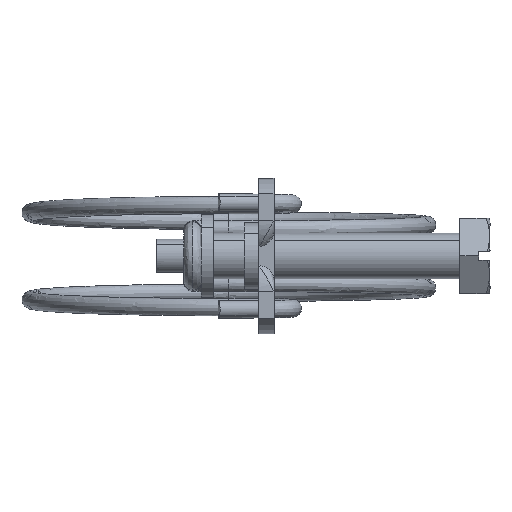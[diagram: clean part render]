
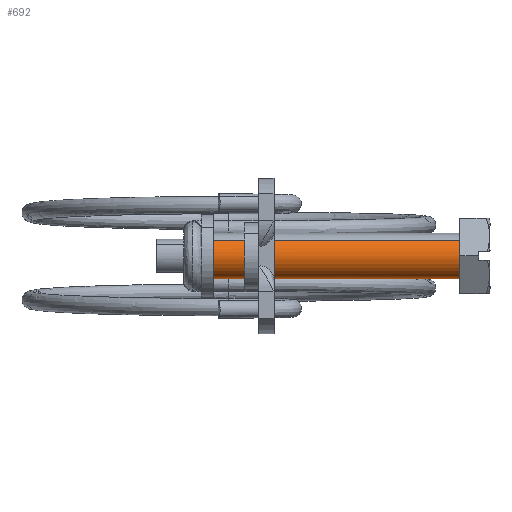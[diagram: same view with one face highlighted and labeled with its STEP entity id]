
A CAD part, top view. The second image highlights one B-rep face of the part: STEP entity #692.
In plain terms, the highlighted free-form (B-spline) face has degree [2, 1] with [5, 2] control points.
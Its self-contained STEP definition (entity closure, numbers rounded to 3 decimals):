
#493=CARTESIAN_POINT('',(-32.5,-2.065,-2.176));
#494=VERTEX_POINT('',#493);
#505=CARTESIAN_POINT('',(-32.5,-3.,0.));
#506=VERTEX_POINT('',#505);
#507=CARTESIAN_POINT('',(-32.5,-2.065,-2.176));
#508=CARTESIAN_POINT('',(-32.5,-2.258,-1.993));
#509=CARTESIAN_POINT('',(-32.5,-2.539,-1.644));
#510=CARTESIAN_POINT('',(-32.5,-2.797,-1.118));
#511=CARTESIAN_POINT('',(-32.5,-2.958,-0.596));
#512=CARTESIAN_POINT('',(-32.5,-3.,-0.228));
#513=CARTESIAN_POINT('',(-32.5,-3.,0.));
#514=B_SPLINE_CURVE_WITH_KNOTS('',3,(#507,#508,#509,#510,#511,#512,#513),.UNSPECIFIED.,.F.,.U.,(4,1,1,1,4),(0.,0.799,1.332,1.75,2.435),.UNSPECIFIED.);
#515=EDGE_CURVE('',#494,#506,#514,.T.);
#517=CARTESIAN_POINT('',(-32.5,0.0,3.0));
#518=VERTEX_POINT('',#517);
#519=CARTESIAN_POINT('',(-32.5,-3.,0.));
#520=CARTESIAN_POINT('',(-32.5,-3.,0.258));
#521=CARTESIAN_POINT('',(-32.5,-2.943,0.699));
#522=CARTESIAN_POINT('',(-32.5,-2.744,1.244));
#523=CARTESIAN_POINT('',(-32.5,-2.468,1.738));
#524=CARTESIAN_POINT('',(-32.5,-2.118,2.154));
#525=CARTESIAN_POINT('',(-32.5,-1.664,2.513));
#526=CARTESIAN_POINT('',(-32.5,-1.189,2.774));
#527=CARTESIAN_POINT('',(-32.5,-0.626,2.956));
#528=CARTESIAN_POINT('',(-32.5,-0.209,3.));
#529=CARTESIAN_POINT('',(-32.5,0.0,3.0));
#530=B_SPLINE_CURVE_WITH_KNOTS('',3,(#519,#520,#521,#522,#523,#524,#525,#526,#527,#528,#529),.UNSPECIFIED.,.F.,.U.,(4,1,1,1,1,1,1,1,4),(0.,0.773,1.325,1.73,2.467,2.945,3.461,4.087,4.712),.UNSPECIFIED.);
#531=EDGE_CURVE('',#506,#518,#530,.T.);
#533=CARTESIAN_POINT('',(-32.5,2.065,2.176));
#534=VERTEX_POINT('',#533);
#535=CARTESIAN_POINT('',(-32.5,0.0,3.0));
#536=CARTESIAN_POINT('',(-32.5,0.225,3.));
#537=CARTESIAN_POINT('',(-32.5,0.688,2.948));
#538=CARTESIAN_POINT('',(-32.5,1.408,2.69));
#539=CARTESIAN_POINT('',(-32.5,1.85,2.38));
#540=CARTESIAN_POINT('',(-32.5,2.065,2.176));
#541=B_SPLINE_CURVE_WITH_KNOTS('',3,(#535,#536,#537,#538,#539,#540),.UNSPECIFIED.,.F.,.U.,(4,1,1,4),(0.,0.676,1.388,2.278),.UNSPECIFIED.);
#542=EDGE_CURVE('',#518,#534,#541,.T.);
#574=CARTESIAN_POINT('',(0.,2.065,2.176));
#575=VERTEX_POINT('',#574);
#603=CARTESIAN_POINT('',(0.,-2.065,-2.176));
#604=VERTEX_POINT('',#603);
#615=CARTESIAN_POINT('',(0.,-2.065,-2.176));
#616=CARTESIAN_POINT('',(-32.5,-2.065,-2.176));
#617=QUASI_UNIFORM_CURVE('',1,(#615,#616),.UNSPECIFIED.,.F.,.U.);
#618=EDGE_CURVE('',#604,#494,#617,.T.);
#623=CARTESIAN_POINT('',(0.,2.065,2.176));
#624=CARTESIAN_POINT('',(-32.5,2.065,2.176));
#625=QUASI_UNIFORM_CURVE('',1,(#623,#624),.UNSPECIFIED.,.F.,.U.);
#626=EDGE_CURVE('',#575,#534,#625,.T.);
#631=CARTESIAN_POINT('',(0.813,-2.065,-2.176));
#632=CARTESIAN_POINT('',(0.813,-4.241,-0.111));
#633=CARTESIAN_POINT('',(0.813,-2.176,2.065));
#634=CARTESIAN_POINT('',(0.813,-0.111,4.241));
#635=CARTESIAN_POINT('',(0.813,2.065,2.176));
#636=CARTESIAN_POINT('',(-33.333,-2.065,-2.176));
#637=CARTESIAN_POINT('',(-33.333,-4.241,-0.111));
#638=CARTESIAN_POINT('',(-33.333,-2.176,2.065));
#639=CARTESIAN_POINT('',(-33.333,-0.111,4.241));
#640=CARTESIAN_POINT('',(-33.333,2.065,2.176));
#648=(BOUNDED_SURFACE()B_SPLINE_SURFACE(2,1,((#631,#636),(#632,#637),(#633,#638),(#634,#639),(#635,#640)),.UNSPECIFIED.,.F.,.F.,.U.)B_SPLINE_SURFACE_WITH_KNOTS((3,2,3),(2,2),(0.0,4.971,9.941),(0.0,34.145),.UNSPECIFIED.)GEOMETRIC_REPRESENTATION_ITEM()RATIONAL_B_SPLINE_SURFACE(((1.0,1.0),(0.707,0.707),(1.0,1.0),(0.707,0.707),(1.0,1.0)))REPRESENTATION_ITEM('')SURFACE());
#649=CARTESIAN_POINT('',(0.0,0.0,3.0));
#650=VERTEX_POINT('',#649);
#651=CARTESIAN_POINT('',(0.0,0.0,3.0));
#652=CARTESIAN_POINT('',(0.,0.297,3.));
#653=CARTESIAN_POINT('',(0.,0.818,2.922));
#654=CARTESIAN_POINT('',(0.,1.519,2.618));
#655=CARTESIAN_POINT('',(0.,1.893,2.339));
#656=CARTESIAN_POINT('',(0.,2.065,2.176));
#657=B_SPLINE_CURVE_WITH_KNOTS('',3,(#651,#652,#653,#654,#655,#656),.UNSPECIFIED.,.F.,.U.,(4,1,1,4),(0.,0.89,1.566,2.278),.UNSPECIFIED.);
#658=EDGE_CURVE('',#650,#575,#657,.T.);
#659=ORIENTED_EDGE('',*,*,#658,.T.);
#660=ORIENTED_EDGE('',*,*,#626,.T.);
#661=ORIENTED_EDGE('',*,*,#542,.F.);
#662=ORIENTED_EDGE('',*,*,#531,.F.);
#663=ORIENTED_EDGE('',*,*,#515,.F.);
#664=ORIENTED_EDGE('',*,*,#618,.F.);
#665=CARTESIAN_POINT('',(0.0,-3.,0.));
#666=VERTEX_POINT('',#665);
#667=CARTESIAN_POINT('',(0.,-2.065,-2.176));
#668=CARTESIAN_POINT('',(0.,-2.314,-1.941));
#669=CARTESIAN_POINT('',(0.,-2.667,-1.466));
#670=CARTESIAN_POINT('',(0.,-2.946,-0.697));
#671=CARTESIAN_POINT('',(0.,-3.,-0.228));
#672=CARTESIAN_POINT('',(0.0,-3.,0.));
#673=B_SPLINE_CURVE_WITH_KNOTS('',3,(#667,#668,#669,#670,#671,#672),.UNSPECIFIED.,.F.,.U.,(4,1,1,4),(0.,1.027,1.75,2.435),.UNSPECIFIED.);
#674=EDGE_CURVE('',#604,#666,#673,.T.);
#675=ORIENTED_EDGE('',*,*,#674,.T.);
#676=CARTESIAN_POINT('',(0.0,-3.,0.));
#677=CARTESIAN_POINT('',(0.0,-3.,0.233));
#678=CARTESIAN_POINT('',(0.0,-2.957,0.601));
#679=CARTESIAN_POINT('',(0.0,-2.782,1.165));
#680=CARTESIAN_POINT('',(0.0,-2.555,1.604));
#681=CARTESIAN_POINT('',(0.0,-2.172,2.101));
#682=CARTESIAN_POINT('',(0.0,-1.731,2.481));
#683=CARTESIAN_POINT('',(0.0,-1.242,2.742));
#684=CARTESIAN_POINT('',(0.0,-0.699,2.94));
#685=CARTESIAN_POINT('',(0.0,-0.295,3.));
#686=CARTESIAN_POINT('',(0.0,0.0,3.0));
#687=B_SPLINE_CURVE_WITH_KNOTS('',3,(#676,#677,#678,#679,#680,#681,#682,#683,#684,#685,#686),.UNSPECIFIED.,.F.,.U.,(4,1,1,1,1,1,1,1,4),(0.,0.699,1.104,1.767,2.172,2.982,3.497,3.829,4.712),.UNSPECIFIED.);
#688=EDGE_CURVE('',#666,#650,#687,.T.);
#689=ORIENTED_EDGE('',*,*,#688,.T.);
#690=EDGE_LOOP('',(#659,#660,#661,#662,#663,#664,#675,#689));
#691=FACE_OUTER_BOUND('',#690,.T.);
#692=ADVANCED_FACE('',(#691),#648,.T.);
